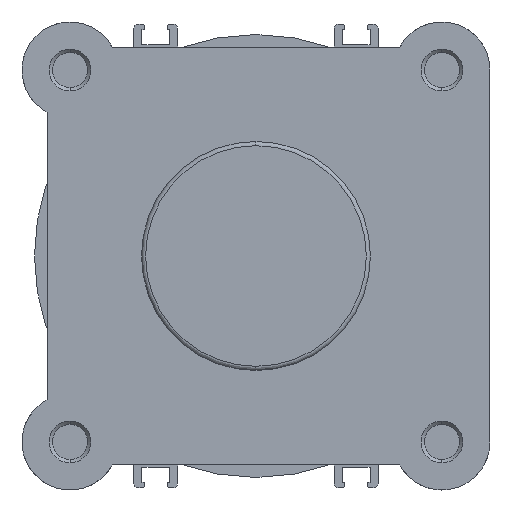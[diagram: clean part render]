
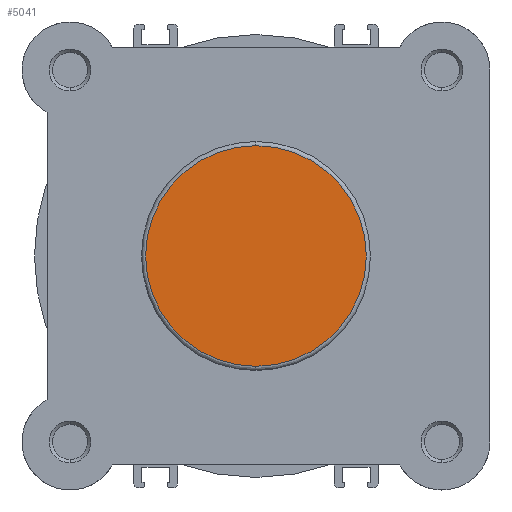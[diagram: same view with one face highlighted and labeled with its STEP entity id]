
A CAD part, left-side view. The second image highlights one B-rep face of the part: STEP entity #5041.
In plain terms, the highlighted planar face has unit normal (-1, 0, 0).
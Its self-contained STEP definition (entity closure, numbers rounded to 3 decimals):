
#196 = PLANE ( 'NONE',  #5734 ) ;
#199 = CARTESIAN_POINT ( 'NONE',  ( 0., 27.4, 0. ) ) ;
#205 = DIRECTION ( 'NONE',  ( 1., 0., 0. ) ) ;
#206 = DIRECTION ( 'NONE',  ( 0., 0., -1. ) ) ;
#1430 = CIRCLE ( 'NONE', #5965, 26.4 ) ;
#1544 = CIRCLE ( 'NONE', #6009, 26.4 ) ;
#2202 = CARTESIAN_POINT ( 'NONE',  ( 0., 0., 0. ) ) ;
#2203 = DIRECTION ( 'NONE',  ( -1., 0., 0. ) ) ;
#2204 = DIRECTION ( 'NONE',  ( 0., 0., -1. ) ) ;
#2395 = CARTESIAN_POINT ( 'NONE',  ( 0., 0., 0. ) ) ;
#2402 = DIRECTION ( 'NONE',  ( -1., 0., 0. ) ) ;
#2403 = DIRECTION ( 'NONE',  ( 0., 0., -1. ) ) ;
#3213 = FACE_OUTER_BOUND ( 'NONE', #4079, .T. ) ;
#3821 = VERTEX_POINT ( 'NONE', #6740 ) ;
#3843 = VERTEX_POINT ( 'NONE', #6870 ) ;
#4079 = EDGE_LOOP ( 'NONE', ( #7330, #7362 ) ) ;
#5041 = ADVANCED_FACE ( 'NONE', ( #3213 ), #196, .F. ) ;
#5734 = AXIS2_PLACEMENT_3D ( 'NONE', #199, #205, #206 ) ;
#5965 = AXIS2_PLACEMENT_3D ( 'NONE', #2202, #2203, #2204 ) ;
#6009 = AXIS2_PLACEMENT_3D ( 'NONE', #2395, #2402, #2403 ) ;
#6740 = CARTESIAN_POINT ( 'NONE',  ( 0., 0., -26.4 ) ) ;
#6870 = CARTESIAN_POINT ( 'NONE',  ( 0., 0., 26.4 ) ) ;
#6994 = EDGE_CURVE ( 'NONE', #3821, #3843, #1430, .T. ) ;
#7072 = EDGE_CURVE ( 'NONE', #3843, #3821, #1544, .T. ) ;
#7330 = ORIENTED_EDGE ( 'NONE', *, *, #6994, .T. ) ;
#7362 = ORIENTED_EDGE ( 'NONE', *, *, #7072, .T. ) ;
